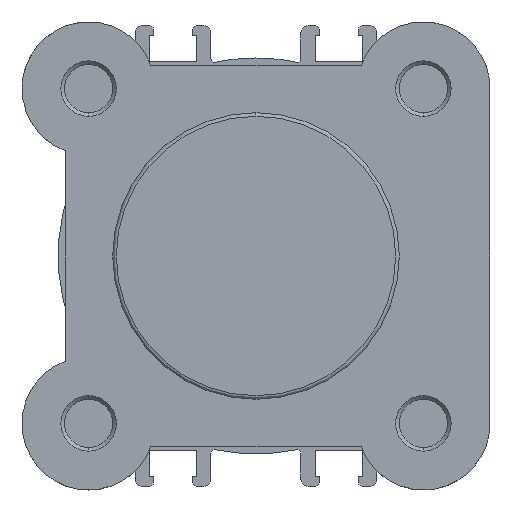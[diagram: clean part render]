
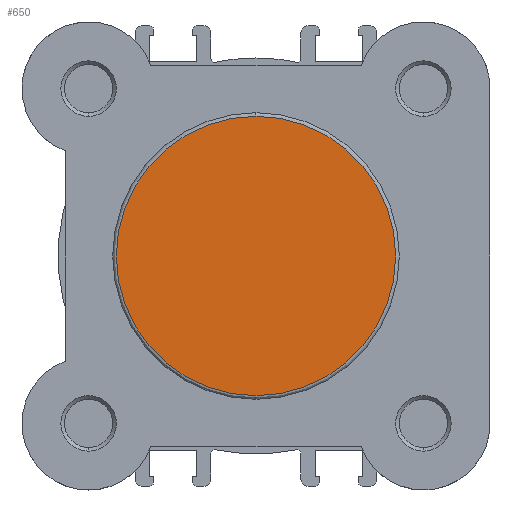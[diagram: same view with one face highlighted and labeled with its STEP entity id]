
A CAD part, left-side view. The second image highlights one B-rep face of the part: STEP entity #650.
In plain terms, the highlighted planar face has unit normal (-1, 0, 0).
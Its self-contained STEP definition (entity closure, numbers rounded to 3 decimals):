
#357 = CARTESIAN_POINT ( 'NONE',  ( 0., 19.9, 0. ) ) ;
#374 = PLANE ( 'NONE',  #1476 ) ;
#420 = DIRECTION ( 'NONE',  ( 0., 0., -1. ) ) ;
#433 = DIRECTION ( 'NONE',  ( 1., 0., 0. ) ) ;
#586 = EDGE_LOOP ( 'NONE', ( #4995, #4994 ) ) ;
#650 = ADVANCED_FACE ( 'NONE', ( #5080 ), #374, .F. ) ;
#911 = EDGE_CURVE ( 'NONE', #7175, #7134, #2167, .T. ) ;
#951 = EDGE_CURVE ( 'NONE', #7134, #7175, #2223, .T. ) ;
#1476 = AXIS2_PLACEMENT_3D ( 'NONE', #357, #433, #420 ) ;
#1751 = AXIS2_PLACEMENT_3D ( 'NONE', #6174, #6175, #6176 ) ;
#1778 = AXIS2_PLACEMENT_3D ( 'NONE', #6274, #6281, #6282 ) ;
#2167 = CIRCLE ( 'NONE', #1751, 19.4 ) ;
#2223 = CIRCLE ( 'NONE', #1778, 19.4 ) ;
#3851 = CARTESIAN_POINT ( 'NONE',  ( 0., 0., 19.4 ) ) ;
#3887 = CARTESIAN_POINT ( 'NONE',  ( 0., 0., -19.4 ) ) ;
#4994 = ORIENTED_EDGE ( 'NONE', *, *, #951, .T. ) ;
#4995 = ORIENTED_EDGE ( 'NONE', *, *, #911, .T. ) ;
#5080 = FACE_OUTER_BOUND ( 'NONE', #586, .T. ) ;
#6174 = CARTESIAN_POINT ( 'NONE',  ( 0., 0., 0. ) ) ;
#6175 = DIRECTION ( 'NONE',  ( -1., 0., 0. ) ) ;
#6176 = DIRECTION ( 'NONE',  ( 0., 0., -1. ) ) ;
#6274 = CARTESIAN_POINT ( 'NONE',  ( 0., 0., 0. ) ) ;
#6281 = DIRECTION ( 'NONE',  ( -1., 0., 0. ) ) ;
#6282 = DIRECTION ( 'NONE',  ( 0., 0., -1. ) ) ;
#7134 = VERTEX_POINT ( 'NONE', #3851 ) ;
#7175 = VERTEX_POINT ( 'NONE', #3887 ) ;
